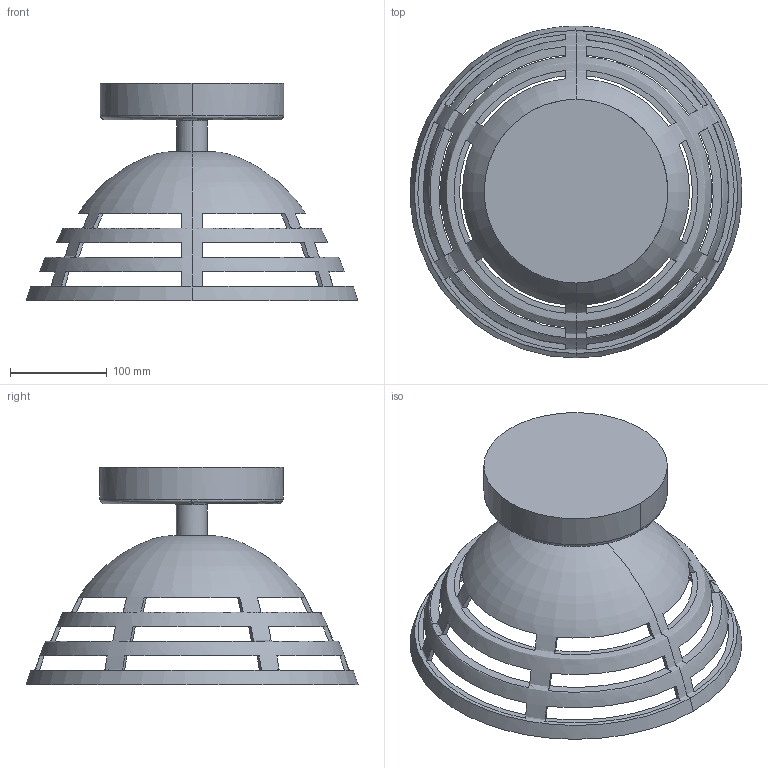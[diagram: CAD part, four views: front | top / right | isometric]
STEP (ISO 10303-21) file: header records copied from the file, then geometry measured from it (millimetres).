
FILE_DESCRIPTION(/* description */ (''),/* implementation_level */ '2;1');
FILE_NAME(/* name */ 'Senza titolo',/* time_stamp */ '2018-02-14T10:29:12+01:00',/* author */ (''),/* organization */ (''),/* preprocessor_version */ 'ST-DEVELOPER v15',/* originating_system */ '',/* authorisation */ '');
FILE_SCHEMA (('CONFIG_CONTROL_DESIGN'));
Length unit declared in the file: millimetre
Products named in the file (1): Document
Bounding box: 343.33 x 343.73 x 225.31 mm (x, y, z)
Volume: 2491941.1 mm3; surface area: 404402.1 mm2
Topology: 2 solids, 4 shells, 113 faces, 299 edges, 195 vertices
Faces by surface type: plane 85, bspline 28
Entity records: 6096 total; most frequent: CARTESIAN_POINT 4149, ORIENTED_EDGE 594, EDGE_CURVE 299, VERTEX_POINT 195, EDGE_LOOP 152, ADVANCED_FACE 113, FACE_OUTER_BOUND 113, DIRECTION 91
